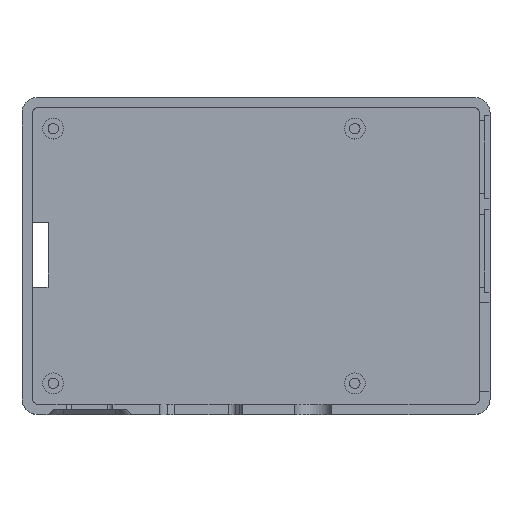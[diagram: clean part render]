
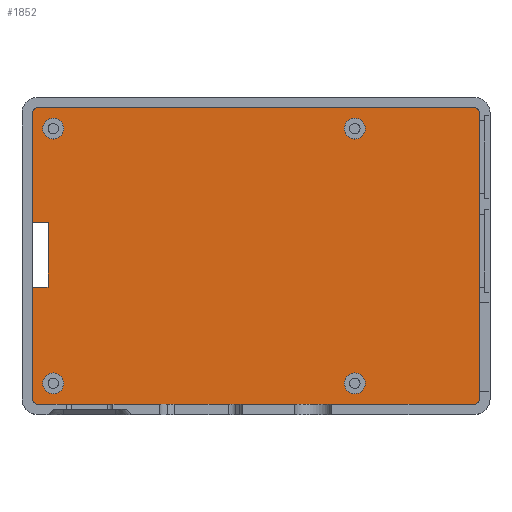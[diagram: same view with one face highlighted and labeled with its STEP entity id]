
A CAD part, top view. The second image highlights one B-rep face of the part: STEP entity #1852.
In plain terms, the highlighted planar face has unit normal (0, 0, 1).
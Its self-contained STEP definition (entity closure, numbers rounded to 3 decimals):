
#38=FACE_BOUND('',#206,.T.);
#39=FACE_BOUND('',#207,.T.);
#40=FACE_BOUND('',#208,.T.);
#41=FACE_BOUND('',#209,.T.);
#99=FACE_OUTER_BOUND('',#205,.T.);
#205=EDGE_LOOP('',(#1312,#1313,#1314,#1315,#1316,#1317,#1318,#1319,#1320,
#1321,#1322,#1323));
#206=EDGE_LOOP('',(#1324));
#207=EDGE_LOOP('',(#1325));
#208=EDGE_LOOP('',(#1326));
#209=EDGE_LOOP('',(#1327));
#324=CIRCLE('',#1966,2.);
#329=CIRCLE('',#1974,2.);
#331=CIRCLE('',#1978,2.);
#333=CIRCLE('',#1981,2.);
#340=CIRCLE('',#1992,1.);
#341=CIRCLE('',#1993,1.);
#342=CIRCLE('',#1994,1.);
#343=CIRCLE('',#1995,1.);
#462=LINE('',#2886,#637);
#463=LINE('',#2890,#638);
#464=LINE('',#2892,#639);
#465=LINE('',#2894,#640);
#466=LINE('',#2896,#641);
#467=LINE('',#2898,#642);
#468=LINE('',#2902,#643);
#469=LINE('',#2905,#644);
#637=VECTOR('',#2279,10.);
#638=VECTOR('',#2282,10.);
#639=VECTOR('',#2283,10.);
#640=VECTOR('',#2284,10.);
#641=VECTOR('',#2285,10.);
#642=VECTOR('',#2286,10.);
#643=VECTOR('',#2289,10.);
#644=VECTOR('',#2292,10.);
#801=VERTEX_POINT('',#2811);
#806=VERTEX_POINT('',#2826);
#808=VERTEX_POINT('',#2833);
#810=VERTEX_POINT('',#2839);
#829=VERTEX_POINT('',#2882);
#830=VERTEX_POINT('',#2883);
#831=VERTEX_POINT('',#2885);
#832=VERTEX_POINT('',#2887);
#833=VERTEX_POINT('',#2889);
#834=VERTEX_POINT('',#2891);
#835=VERTEX_POINT('',#2893);
#836=VERTEX_POINT('',#2895);
#837=VERTEX_POINT('',#2897);
#838=VERTEX_POINT('',#2899);
#839=VERTEX_POINT('',#2901);
#840=VERTEX_POINT('',#2903);
#997=EDGE_CURVE('',#801,#801,#324,.T.);
#1004=EDGE_CURVE('',#806,#806,#329,.T.);
#1007=EDGE_CURVE('',#808,#808,#331,.T.);
#1010=EDGE_CURVE('',#810,#810,#333,.T.);
#1030=EDGE_CURVE('',#829,#830,#340,.T.);
#1031=EDGE_CURVE('',#831,#829,#462,.T.);
#1032=EDGE_CURVE('',#832,#831,#341,.T.);
#1033=EDGE_CURVE('',#833,#832,#463,.T.);
#1034=EDGE_CURVE('',#834,#833,#464,.T.);
#1035=EDGE_CURVE('',#834,#835,#465,.T.);
#1036=EDGE_CURVE('',#836,#835,#466,.T.);
#1037=EDGE_CURVE('',#837,#836,#467,.T.);
#1038=EDGE_CURVE('',#838,#837,#342,.T.);
#1039=EDGE_CURVE('',#839,#838,#468,.T.);
#1040=EDGE_CURVE('',#840,#839,#343,.T.);
#1041=EDGE_CURVE('',#830,#840,#469,.T.);
#1312=ORIENTED_EDGE('',*,*,#1030,.F.);
#1313=ORIENTED_EDGE('',*,*,#1031,.F.);
#1314=ORIENTED_EDGE('',*,*,#1032,.F.);
#1315=ORIENTED_EDGE('',*,*,#1033,.F.);
#1316=ORIENTED_EDGE('',*,*,#1034,.F.);
#1317=ORIENTED_EDGE('',*,*,#1035,.T.);
#1318=ORIENTED_EDGE('',*,*,#1036,.F.);
#1319=ORIENTED_EDGE('',*,*,#1037,.F.);
#1320=ORIENTED_EDGE('',*,*,#1038,.F.);
#1321=ORIENTED_EDGE('',*,*,#1039,.F.);
#1322=ORIENTED_EDGE('',*,*,#1040,.F.);
#1323=ORIENTED_EDGE('',*,*,#1041,.F.);
#1324=ORIENTED_EDGE('',*,*,#1010,.F.);
#1325=ORIENTED_EDGE('',*,*,#1007,.F.);
#1326=ORIENTED_EDGE('',*,*,#1004,.F.);
#1327=ORIENTED_EDGE('',*,*,#997,.F.);
#1789=PLANE('',#1991);
#1852=ADVANCED_FACE('',(#99,#38,#39,#40,#41),#1789,.T.);
#1966=AXIS2_PLACEMENT_3D('',#2812,#2208,#2209);
#1974=AXIS2_PLACEMENT_3D('',#2827,#2226,#2227);
#1978=AXIS2_PLACEMENT_3D('',#2834,#2235,#2236);
#1981=AXIS2_PLACEMENT_3D('',#2840,#2242,#2243);
#1991=AXIS2_PLACEMENT_3D('',#2881,#2275,#2276);
#1992=AXIS2_PLACEMENT_3D('',#2884,#2277,#2278);
#1993=AXIS2_PLACEMENT_3D('',#2888,#2280,#2281);
#1994=AXIS2_PLACEMENT_3D('',#2900,#2287,#2288);
#1995=AXIS2_PLACEMENT_3D('',#2904,#2290,#2291);
#2208=DIRECTION('center_axis',(0.,0.,
1.));
#2209=DIRECTION('ref_axis',(0.581,0.814,0.));
#2226=DIRECTION('center_axis',(0.,0.,
1.));
#2227=DIRECTION('ref_axis',(0.581,0.814,0.));
#2235=DIRECTION('center_axis',(0.,0.,
1.));
#2236=DIRECTION('ref_axis',(0.581,0.814,0.));
#2242=DIRECTION('center_axis',(0.,0.,
1.));
#2243=DIRECTION('ref_axis',(0.581,0.814,0.));
#2275=DIRECTION('center_axis',(0.,0.,1.));
#2276=DIRECTION('ref_axis',(-1.,0.,0.));
#2277=DIRECTION('center_axis',(0.,0.,
-1.));
#2278=DIRECTION('ref_axis',(1.,0.,0.));
#2279=DIRECTION('',(1.,0.,0.));
#2280=DIRECTION('center_axis',(0.,0.,
-1.));
#2281=DIRECTION('ref_axis',(0.,1.,0.));
#2282=DIRECTION('',(0.,1.,0.));
#2283=DIRECTION('',(-1.,0.,0.));
#2284=DIRECTION('',(0.,-1.,0.));
#2285=DIRECTION('',(1.,0.,0.));
#2286=DIRECTION('',(0.,1.,0.));
#2287=DIRECTION('center_axis',(0.,0.,
-1.));
#2288=DIRECTION('ref_axis',(-1.,0.,0.));
#2289=DIRECTION('',(-1.,0.,0.));
#2290=DIRECTION('center_axis',(0.,0.,
-1.));
#2291=DIRECTION('ref_axis',(0.,-1.,0.));
#2292=DIRECTION('',(0.,-1.,0.));
#2811=CARTESIAN_POINT('',(-39.,-22.5,3.));
#2812=CARTESIAN_POINT('Origin',(-39.,-24.5,3.));
#2826=CARTESIAN_POINT('',(-39.,26.5,3.));
#2827=CARTESIAN_POINT('Origin',(-39.,24.5,3.));
#2833=CARTESIAN_POINT('',(19.,26.5,3.));
#2834=CARTESIAN_POINT('Origin',(19.,24.5,3.));
#2839=CARTESIAN_POINT('',(19.,-22.5,3.));
#2840=CARTESIAN_POINT('Origin',(19.,-24.5,3.));
#2881=CARTESIAN_POINT('Origin',(-43.,-28.5,3.));
#2882=CARTESIAN_POINT('',(42.,28.5,3.));
#2883=CARTESIAN_POINT('',(43.,27.5,3.));
#2884=CARTESIAN_POINT('Origin',(42.,27.5,3.));
#2885=CARTESIAN_POINT('',(-42.,28.5,3.));
#2886=CARTESIAN_POINT('',(-42.,28.5,3.));
#2887=CARTESIAN_POINT('',(-43.,27.5,3.));
#2888=CARTESIAN_POINT('Origin',(-42.,27.5,3.));
#2889=CARTESIAN_POINT('',(-43.,6.5,3.));
#2890=CARTESIAN_POINT('',(-43.,6.5,3.));
#2891=CARTESIAN_POINT('',(-40.,6.5,3.));
#2892=CARTESIAN_POINT('',(-40.,6.5,3.));
#2893=CARTESIAN_POINT('',(-40.,-6.,3.));
#2894=CARTESIAN_POINT('',(-40.,6.5,3.));
#2895=CARTESIAN_POINT('',(-43.,-6.,3.));
#2896=CARTESIAN_POINT('',(-43.,-6.,3.));
#2897=CARTESIAN_POINT('',(-43.,-27.5,3.));
#2898=CARTESIAN_POINT('',(-43.,-27.5,3.));
#2899=CARTESIAN_POINT('',(-42.,-28.5,3.));
#2900=CARTESIAN_POINT('Origin',(-42.,-27.5,3.));
#2901=CARTESIAN_POINT('',(42.,-28.5,3.));
#2902=CARTESIAN_POINT('',(42.,-28.5,3.));
#2903=CARTESIAN_POINT('',(43.,-27.5,3.));
#2904=CARTESIAN_POINT('Origin',(42.,-27.5,3.));
#2905=CARTESIAN_POINT('',(43.,27.5,3.));
